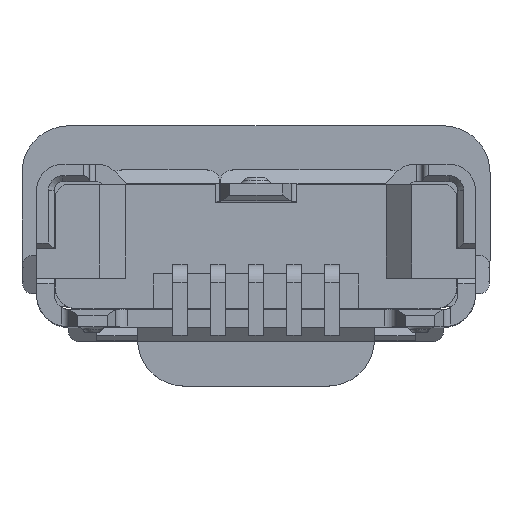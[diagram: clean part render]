
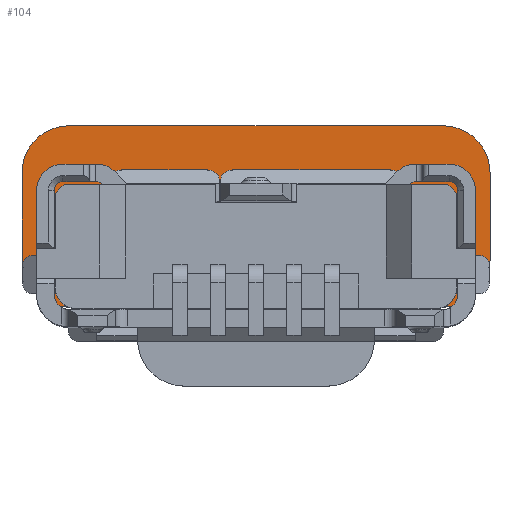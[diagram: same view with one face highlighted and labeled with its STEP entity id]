
A CAD part, top view. The second image highlights one B-rep face of the part: STEP entity #104.
In plain terms, the highlighted planar face has unit normal (0, 0, 1).
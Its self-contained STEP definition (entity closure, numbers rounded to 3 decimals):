
#104=ADVANCED_FACE('',(#634,#635),#636,.F.);
#634=FACE_OUTER_BOUND('',#1654,.T.);
#635=FACE_BOUND('',#1655,.T.);
#636=PLANE('',#1656);
#1654=EDGE_LOOP('',(#2854,#2855,#2856,#2857,#2858,#2859,#2860,#2861,#2862,#2863,#2864,#2865,#2866,#2867,#2868,#2869,#2870,#2871));
#1655=EDGE_LOOP('',(#2872,#2873,#2874,#2875));
#1656=AXIS2_PLACEMENT_3D('',#2876,#2877,#2878);
#2854=ORIENTED_EDGE('',*,*,#7105,.F.);
#2855=ORIENTED_EDGE('',*,*,#7106,.F.);
#2856=ORIENTED_EDGE('',*,*,#7107,.F.);
#2857=ORIENTED_EDGE('',*,*,#7108,.F.);
#2858=ORIENTED_EDGE('',*,*,#7109,.T.);
#2859=ORIENTED_EDGE('',*,*,#7110,.T.);
#2860=ORIENTED_EDGE('',*,*,#7111,.F.);
#2861=ORIENTED_EDGE('',*,*,#7112,.T.);
#2862=ORIENTED_EDGE('',*,*,#7113,.T.);
#2863=ORIENTED_EDGE('',*,*,#7114,.T.);
#2864=ORIENTED_EDGE('',*,*,#7115,.F.);
#2865=ORIENTED_EDGE('',*,*,#7116,.T.);
#2866=ORIENTED_EDGE('',*,*,#7117,.T.);
#2867=ORIENTED_EDGE('',*,*,#7118,.T.);
#2868=ORIENTED_EDGE('',*,*,#7119,.F.);
#2869=ORIENTED_EDGE('',*,*,#7120,.T.);
#2870=ORIENTED_EDGE('',*,*,#7121,.T.);
#2871=ORIENTED_EDGE('',*,*,#7085,.T.);
#2872=ORIENTED_EDGE('',*,*,#7122,.F.);
#2873=ORIENTED_EDGE('',*,*,#7123,.T.);
#2874=ORIENTED_EDGE('',*,*,#7124,.F.);
#2875=ORIENTED_EDGE('',*,*,#7125,.T.);
#2876=CARTESIAN_POINT('',(-2.3,0.375,-4.1));
#2877=DIRECTION('',(0.0,0.0,-1.0));
#2878=DIRECTION('',(0.0,-1.0,0.0));
#7085=EDGE_CURVE('',#8553,#8554,#8555,.T.);
#7105=EDGE_CURVE('',#8588,#8554,#8590,.T.);
#7106=EDGE_CURVE('',#8591,#8588,#8592,.T.);
#7107=EDGE_CURVE('',#8593,#8591,#8594,.T.);
#7108=EDGE_CURVE('',#8595,#8593,#8596,.T.);
#7109=EDGE_CURVE('',#8595,#8597,#8598,.T.);
#7110=EDGE_CURVE('',#8597,#8599,#8600,.T.);
#7111=EDGE_CURVE('',#8601,#8599,#8602,.T.);
#7112=EDGE_CURVE('',#8601,#8603,#8604,.T.);
#7113=EDGE_CURVE('',#8603,#8605,#8606,.T.);
#7114=EDGE_CURVE('',#8605,#8607,#8608,.T.);
#7115=EDGE_CURVE('',#8609,#8607,#8610,.T.);
#7116=EDGE_CURVE('',#8609,#8611,#8612,.T.);
#7117=EDGE_CURVE('',#8611,#8613,#8614,.T.);
#7118=EDGE_CURVE('',#8613,#8615,#8616,.T.);
#7119=EDGE_CURVE('',#8617,#8615,#8618,.T.);
#7120=EDGE_CURVE('',#8617,#8619,#8620,.T.);
#7121=EDGE_CURVE('',#8619,#8553,#8621,.T.);
#7122=EDGE_CURVE('',#8622,#8623,#8624,.T.);
#7123=EDGE_CURVE('',#8622,#8625,#8626,.T.);
#7124=EDGE_CURVE('',#8627,#8625,#8628,.T.);
#7125=EDGE_CURVE('',#8627,#8623,#8629,.T.);
#8553=VERTEX_POINT('',#10851);
#8554=VERTEX_POINT('',#10852);
#8555=LINE('',#10853,#10854);
#8588=VERTEX_POINT('',#10901);
#8590=LINE('',#10904,#10905);
#8591=VERTEX_POINT('',#10906);
#8592=LINE('',#10907,#10908);
#8593=VERTEX_POINT('',#10909);
#8594=LINE('',#10910,#10911);
#8595=VERTEX_POINT('',#10912);
#8596=LINE('',#10913,#10914);
#8597=VERTEX_POINT('',#10915);
#8598=LINE('',#10916,#10917);
#8599=VERTEX_POINT('',#10918);
#8600=CIRCLE('',#10919,0.8);
#8601=VERTEX_POINT('',#10920);
#8602=LINE('',#10921,#10922);
#8603=VERTEX_POINT('',#10923);
#8604=CIRCLE('',#10924,0.8);
#8605=VERTEX_POINT('',#10925);
#8606=LINE('',#10926,#10927);
#8607=VERTEX_POINT('',#10928);
#8608=CIRCLE('',#10929,0.8);
#8609=VERTEX_POINT('',#10930);
#8610=LINE('',#10931,#10932);
#8611=VERTEX_POINT('',#10933);
#8612=CIRCLE('',#10934,0.8);
#8613=VERTEX_POINT('',#10935);
#8614=LINE('',#10936,#10937);
#8615=VERTEX_POINT('',#10938);
#8616=LINE('',#10939,#10940);
#8617=VERTEX_POINT('',#10941);
#8618=LINE('',#10942,#10943);
#8619=VERTEX_POINT('',#10944);
#8620=LINE('',#10945,#10946);
#8621=LINE('',#10947,#10948);
#8622=VERTEX_POINT('',#10949);
#8623=VERTEX_POINT('',#10950);
#8624=LINE('',#10951,#10952);
#8625=VERTEX_POINT('',#10953);
#8626=LINE('',#10954,#10955);
#8627=VERTEX_POINT('',#10956);
#8628=LINE('',#10957,#10958);
#8629=LINE('',#10959,#10960);
#10851=CARTESIAN_POINT('',(-2.025,-1.28,-4.1));
#10852=CARTESIAN_POINT('',(2.025,-1.28,-4.1));
#10853=CARTESIAN_POINT('',(-2.025,-1.28,-4.1));
#10854=VECTOR('',#14428,4.05);
#10901=CARTESIAN_POINT('',(2.025,-0.875,-4.1));
#10904=CARTESIAN_POINT('',(2.025,-0.875,-4.1));
#10905=VECTOR('',#14456,0.405);
#10906=CARTESIAN_POINT('',(2.025,-0.225,-4.1));
#10907=CARTESIAN_POINT('',(2.025,-0.225,-4.1));
#10908=VECTOR('',#14457,0.65);
#10909=CARTESIAN_POINT('',(2.725,-0.225,-4.1));
#10910=CARTESIAN_POINT('',(2.725,-0.225,-4.1));
#10911=VECTOR('',#14458,0.7);
#10912=CARTESIAN_POINT('',(2.725,-0.875,-4.1));
#10913=CARTESIAN_POINT('',(2.725,-0.875,-4.1));
#10914=VECTOR('',#14459,0.65);
#10915=CARTESIAN_POINT('',(3.2,-0.875,-4.1));
#10916=CARTESIAN_POINT('',(2.725,-0.875,-4.1));
#10917=VECTOR('',#14460,0.475);
#10918=CARTESIAN_POINT('',(4.0,-0.075,-4.1));
#10919=AXIS2_PLACEMENT_3D('',#14461,#14462,#14463);
#10920=CARTESIAN_POINT('',(4.0,1.425,-4.1));
#10921=CARTESIAN_POINT('',(4.0,1.425,-4.1));
#10922=VECTOR('',#14464,1.5);
#10923=CARTESIAN_POINT('',(3.2,2.225,-4.1));
#10924=AXIS2_PLACEMENT_3D('',#14465,#14466,#14467);
#10925=CARTESIAN_POINT('',(-3.2,2.225,-4.1));
#10926=CARTESIAN_POINT('',(3.2,2.225,-4.1));
#10927=VECTOR('',#14468,6.4);
#10928=CARTESIAN_POINT('',(-4.0,1.425,-4.1));
#10929=AXIS2_PLACEMENT_3D('',#14469,#14470,#14471);
#10930=CARTESIAN_POINT('',(-4.0,-0.075,-4.1));
#10931=CARTESIAN_POINT('',(-4.0,-0.075,-4.1));
#10932=VECTOR('',#14472,1.5);
#10933=CARTESIAN_POINT('',(-3.2,-0.875,-4.1));
#10934=AXIS2_PLACEMENT_3D('',#14473,#14474,#14475);
#10935=CARTESIAN_POINT('',(-2.725,-0.875,-4.1));
#10936=CARTESIAN_POINT('',(-3.2,-0.875,-4.1));
#10937=VECTOR('',#14476,0.475);
#10938=CARTESIAN_POINT('',(-2.725,-0.225,-4.1));
#10939=CARTESIAN_POINT('',(-2.725,-0.875,-4.1));
#10940=VECTOR('',#14477,0.65);
#10941=CARTESIAN_POINT('',(-2.025,-0.225,-4.1));
#10942=CARTESIAN_POINT('',(-2.025,-0.225,-4.1));
#10943=VECTOR('',#14478,0.7);
#10944=CARTESIAN_POINT('',(-2.025,-0.875,-4.1));
#10945=CARTESIAN_POINT('',(-2.025,-0.225,-4.1));
#10946=VECTOR('',#14479,0.65);
#10947=CARTESIAN_POINT('',(-2.025,-0.875,-4.1));
#10948=VECTOR('',#14480,0.405);
#10949=CARTESIAN_POINT('',(-2.3,0.225,-4.1));
#10950=CARTESIAN_POINT('',(2.3,0.225,-4.1));
#10951=CARTESIAN_POINT('',(-2.3,0.225,-4.1));
#10952=VECTOR('',#14481,4.6);
#10953=CARTESIAN_POINT('',(-2.3,1.025,-4.1));
#10954=CARTESIAN_POINT('',(-2.3,0.225,-4.1));
#10955=VECTOR('',#14482,0.8);
#10956=CARTESIAN_POINT('',(2.3,1.025,-4.1));
#10957=CARTESIAN_POINT('',(2.3,1.025,-4.1));
#10958=VECTOR('',#14483,4.6);
#10959=CARTESIAN_POINT('',(2.3,1.025,-4.1));
#10960=VECTOR('',#14484,0.8);
#14428=DIRECTION('',(1.0,0.0,0.0));
#14456=DIRECTION('',(0.0,-1.,0.));
#14457=DIRECTION('',(0.0,-1.0,0.0));
#14458=DIRECTION('',(-1.0,0.0,0.0));
#14459=DIRECTION('',(0.0,1.0,0.0));
#14460=DIRECTION('',(1.0,0.0,0.0));
#14461=CARTESIAN_POINT('',(3.2,-0.075,-4.1));
#14462=DIRECTION('',(0.0,0.0,1.0));
#14463=DIRECTION('',(0.0,-1.0,0.0));
#14464=DIRECTION('',(0.0,-1.0,0.0));
#14465=CARTESIAN_POINT('',(3.2,1.425,-4.1));
#14466=DIRECTION('',(0.0,0.0,1.0));
#14467=DIRECTION('',(1.0,0.0,0.0));
#14468=DIRECTION('',(-1.0,0.0,0.0));
#14469=CARTESIAN_POINT('',(-3.2,1.425,-4.1));
#14470=DIRECTION('',(0.0,-0.0,1.0));
#14471=DIRECTION('',(0.0,1.0,0.0));
#14472=DIRECTION('',(0.0,1.0,0.0));
#14473=CARTESIAN_POINT('',(-3.2,-0.075,-4.1));
#14474=DIRECTION('',(0.0,0.0,1.0));
#14475=DIRECTION('',(-1.0,0.0,0.0));
#14476=DIRECTION('',(1.0,0.0,0.0));
#14477=DIRECTION('',(0.0,1.0,0.0));
#14478=DIRECTION('',(-1.0,0.0,0.0));
#14479=DIRECTION('',(0.0,-1.0,0.0));
#14480=DIRECTION('',(0.0,-1.,0.));
#14481=DIRECTION('',(1.0,0.0,0.0));
#14482=DIRECTION('',(0.0,1.0,0.0));
#14483=DIRECTION('',(-1.0,0.0,0.0));
#14484=DIRECTION('',(0.0,-1.0,0.0));
